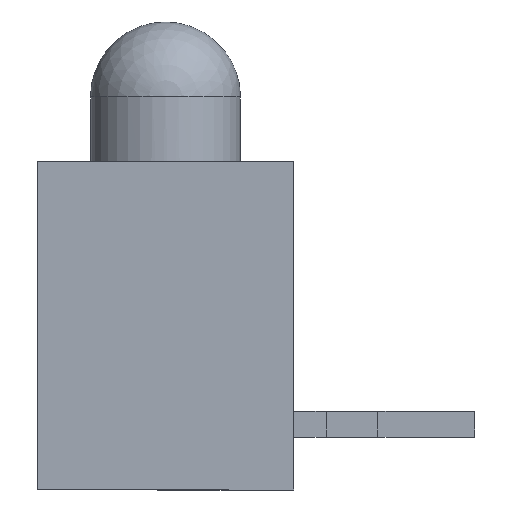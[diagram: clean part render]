
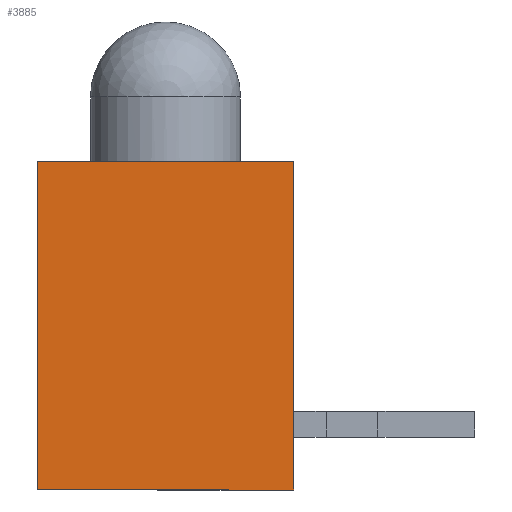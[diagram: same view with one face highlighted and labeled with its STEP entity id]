
A CAD part, left-side view. The second image highlights one B-rep face of the part: STEP entity #3885.
In plain terms, the highlighted planar face has unit normal (-1, 0, 0).
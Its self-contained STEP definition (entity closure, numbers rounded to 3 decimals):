
#21 = EDGE_CURVE ( 'NONE', #4728, #4706, #4999, .T. ) ;
#58 = EDGE_CURVE ( 'NONE', #4764, #4728, #5110, .T. ) ;
#100 = EDGE_CURVE ( 'NONE', #4707, #4764, #5113, .T. ) ;
#3885 = ADVANCED_FACE ( 'NONE', ( #11936 ), #11064, .F. ) ;
#4706 = VERTEX_POINT ( 'NONE', #11232 ) ;
#4707 = VERTEX_POINT ( 'NONE', #11233 ) ;
#4728 = VERTEX_POINT ( 'NONE', #11254 ) ;
#4764 = VERTEX_POINT ( 'NONE', #11270 ) ;
#4999 = LINE ( 'NONE', #5000, #6464 ) ;
#5000 = CARTESIAN_POINT ( 'NONE',  ( -3.5, 2.48, 3.175 ) ) ;
#5001 = DIRECTION ( 'NONE',  ( 0., 0., 1. ) ) ;
#5110 = LINE ( 'NONE', #5111, #6434 ) ;
#5111 = CARTESIAN_POINT ( 'NONE',  ( -3.5, 2.48, -3.175 ) ) ;
#5112 = DIRECTION ( 'NONE',  ( 0., 1., 0. ) ) ;
#5113 = LINE ( 'NONE', #5114, #6436 ) ;
#5114 = CARTESIAN_POINT ( 'NONE',  ( -3.5, -2.48, 3.175 ) ) ;
#5115 = DIRECTION ( 'NONE',  ( 0., 0., -1. ) ) ;
#6434 = VECTOR ( 'NONE', #5112, 1000. ) ;
#6436 = VECTOR ( 'NONE', #5115, 1000. ) ;
#6464 = VECTOR ( 'NONE', #5001, 1000. ) ;
#8741 = EDGE_CURVE ( 'NONE', #4706, #4707, #11443, .T. ) ;
#9788 = ORIENTED_EDGE ( 'NONE', *, *, #8741, .F. ) ;
#9790 = ORIENTED_EDGE ( 'NONE', *, *, #100, .F. ) ;
#9795 = ORIENTED_EDGE ( 'NONE', *, *, #21, .F. ) ;
#9796 = ORIENTED_EDGE ( 'NONE', *, *, #58, .F. ) ;
#11064 = PLANE ( 'NONE',  #11939 ) ;
#11065 = CARTESIAN_POINT ( 'NONE',  ( -3.5, -2.48, 3.175 ) ) ;
#11066 = DIRECTION ( 'NONE',  ( 1., 0., 0. ) ) ;
#11067 = DIRECTION ( 'NONE',  ( 0., 0., -1. ) ) ;
#11232 = CARTESIAN_POINT ( 'NONE',  ( -3.5, 2.48, 3.175 ) ) ;
#11233 = CARTESIAN_POINT ( 'NONE',  ( -3.5, -2.48, 3.175 ) ) ;
#11254 = CARTESIAN_POINT ( 'NONE',  ( -3.5, 2.48, -3.175 ) ) ;
#11270 = CARTESIAN_POINT ( 'NONE',  ( -3.5, -2.48, -3.175 ) ) ;
#11443 = LINE ( 'NONE', #11444, #11953 ) ;
#11444 = CARTESIAN_POINT ( 'NONE',  ( -3.5, 2.48, 3.175 ) ) ;
#11445 = DIRECTION ( 'NONE',  ( 0., -1., 0. ) ) ;
#11936 = FACE_OUTER_BOUND ( 'NONE', #14079, .T. ) ;
#11939 = AXIS2_PLACEMENT_3D ( 'NONE', #11065, #11066, #11067 ) ;
#11953 = VECTOR ( 'NONE', #11445, 1000. ) ;
#14079 = EDGE_LOOP ( 'NONE', ( #9788, #9795, #9796, #9790 ) ) ;
